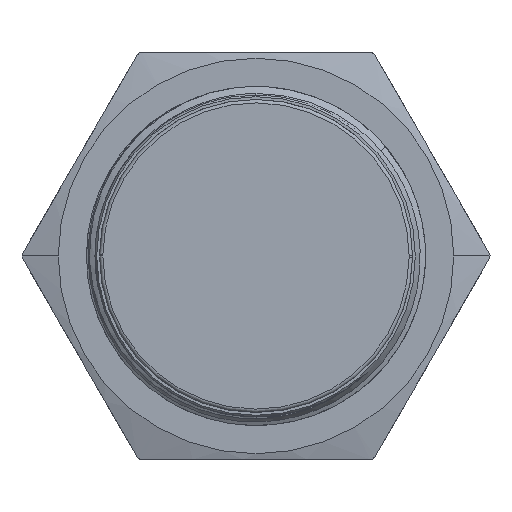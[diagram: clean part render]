
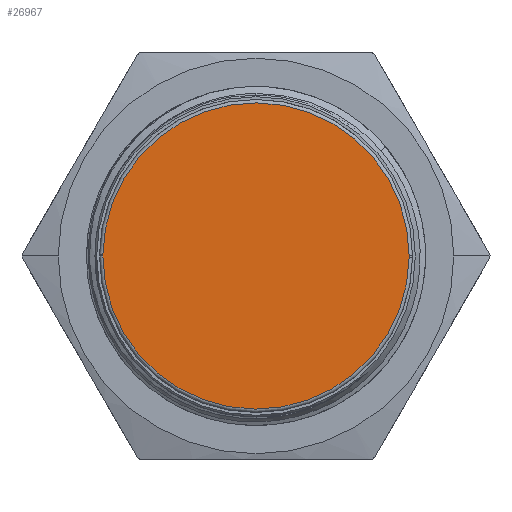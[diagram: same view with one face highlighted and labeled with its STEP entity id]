
A CAD part, front view. The second image highlights one B-rep face of the part: STEP entity #26967.
In plain terms, the highlighted planar face has unit normal (0, -1, 0).
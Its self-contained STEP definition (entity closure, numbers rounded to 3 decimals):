
#9 = DIRECTION ( 'NONE',  ( 0., -1., 0. ) ) ;
#161 = AXIS2_PLACEMENT_3D ( 'NONE', #34361, #20409, #15682 ) ;
#2013 = PLANE ( 'NONE',  #161 ) ;
#2077 = EDGE_CURVE ( 'NONE', #19826, #16751, #7705, .T. ) ;
#2599 = CIRCLE ( 'NONE', #19360, 13.55 ) ;
#2734 = CIRCLE ( 'NONE', #12239, 13.55 ) ;
#2755 = CARTESIAN_POINT ( 'NONE',  ( -13.549, 4.5, 0.127 ) ) ;
#3527 = DIRECTION ( 'NONE',  ( -1., 0., 0. ) ) ;
#4712 = EDGE_CURVE ( 'NONE', #28371, #19283, #2734, .T. ) ;
#4728 = EDGE_CURVE ( 'NONE', #16751, #28371, #27311, .T. ) ;
#4826 = CARTESIAN_POINT ( 'NONE',  ( -13.55, 4.5, 0. ) ) ;
#5537 = AXIS2_PLACEMENT_3D ( 'NONE', #6508, #27334, #24707 ) ;
#6508 = CARTESIAN_POINT ( 'NONE',  ( 0., 4.5, 0. ) ) ;
#7705 = CIRCLE ( 'NONE', #11081, 13.55 ) ;
#10610 = ORIENTED_EDGE ( 'NONE', *, *, #4712, .T. ) ;
#11081 = AXIS2_PLACEMENT_3D ( 'NONE', #31350, #9, #21387 ) ;
#12101 = DIRECTION ( 'NONE',  ( 0., -1., 0. ) ) ;
#12239 = AXIS2_PLACEMENT_3D ( 'NONE', #30646, #12101, #3527 ) ;
#14090 = DIRECTION ( 'NONE',  ( 0., -1., 0. ) ) ;
#14263 = DIRECTION ( 'NONE',  ( -1., 0., 0. ) ) ;
#15483 = EDGE_LOOP ( 'NONE', ( #32452, #25811, #10610, #27732 ) ) ;
#15682 = DIRECTION ( 'NONE',  ( 0., 0., -1. ) ) ;
#16751 = VERTEX_POINT ( 'NONE', #2755 ) ;
#17939 = CARTESIAN_POINT ( 'NONE',  ( 13.549, 4.5, -0.127 ) ) ;
#18802 = EDGE_CURVE ( 'NONE', #19283, #19826, #2599, .T. ) ;
#19283 = VERTEX_POINT ( 'NONE', #17939 ) ;
#19360 = AXIS2_PLACEMENT_3D ( 'NONE', #19524, #14090, #14263 ) ;
#19524 = CARTESIAN_POINT ( 'NONE',  ( 0., 4.5, 0. ) ) ;
#19826 = VERTEX_POINT ( 'NONE', #27617 ) ;
#20409 = DIRECTION ( 'NONE',  ( 0., -1., 0. ) ) ;
#21387 = DIRECTION ( 'NONE',  ( 1., 0., 0. ) ) ;
#23727 = FACE_OUTER_BOUND ( 'NONE', #15483, .T. ) ;
#24707 = DIRECTION ( 'NONE',  ( 1., 0., 0. ) ) ;
#25811 = ORIENTED_EDGE ( 'NONE', *, *, #4728, .T. ) ;
#26967 = ADVANCED_FACE ( 'NONE', ( #23727 ), #2013, .T. ) ;
#27311 = CIRCLE ( 'NONE', #5537, 13.55 ) ;
#27334 = DIRECTION ( 'NONE',  ( 0., -1., 0. ) ) ;
#27617 = CARTESIAN_POINT ( 'NONE',  ( 13.55, 4.5, 0. ) ) ;
#27732 = ORIENTED_EDGE ( 'NONE', *, *, #18802, .T. ) ;
#28371 = VERTEX_POINT ( 'NONE', #4826 ) ;
#30646 = CARTESIAN_POINT ( 'NONE',  ( 0., 4.5, 0. ) ) ;
#31350 = CARTESIAN_POINT ( 'NONE',  ( 0., 4.5, 0. ) ) ;
#32452 = ORIENTED_EDGE ( 'NONE', *, *, #2077, .T. ) ;
#34361 = CARTESIAN_POINT ( 'NONE',  ( 0., 4.5, 0. ) ) ;
